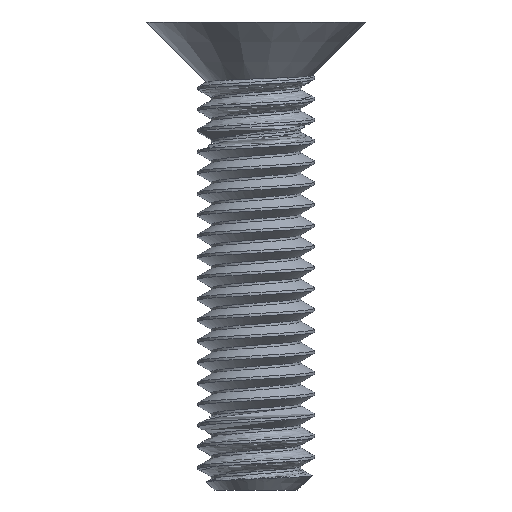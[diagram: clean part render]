
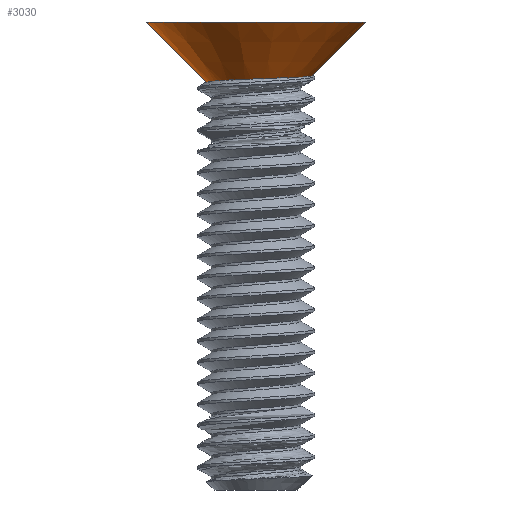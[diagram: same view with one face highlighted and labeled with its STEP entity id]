
A CAD part, left-side view. The second image highlights one B-rep face of the part: STEP entity #3030.
In plain terms, the highlighted conical face has half-angle 45 degrees and reference radius 1.25 mm.
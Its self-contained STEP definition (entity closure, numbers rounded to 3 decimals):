
#87 = AXIS2_PLACEMENT_3D ( 'NONE', #158, #840, #855 ) ;
#120 = LINE ( 'NONE', #4557, #3104 ) ;
#158 = CARTESIAN_POINT ( 'NONE',  ( 0., 0., 0.4 ) ) ;
#277 = CARTESIAN_POINT ( 'NONE',  ( -1.135, -0.206, 0.294 ) ) ;
#368 = AXIS2_PLACEMENT_3D ( 'NONE', #1866, #1427, #4077 ) ;
#620 = CARTESIAN_POINT ( 'NONE',  ( -0.299, 1.044, 0.226 ) ) ;
#679 = CARTESIAN_POINT ( 'NONE',  ( -0.703, 0.853, 0.246 ) ) ;
#840 = DIRECTION ( 'NONE',  ( 0., 0., 1. ) ) ;
#855 = DIRECTION ( 'NONE',  ( 0., -1., 0. ) ) ;
#968 = EDGE_CURVE ( 'NONE', #1760, #2762, #3101, .T. ) ;
#987 = VERTEX_POINT ( 'NONE', #1361 ) ;
#1113 = ORIENTED_EDGE ( 'NONE', *, *, #968, .T. ) ;
#1239 = ORIENTED_EDGE ( 'NONE', *, *, #2484, .T. ) ;
#1343 = CARTESIAN_POINT ( 'NONE',  ( -1.137, 0.093, 0.281 ) ) ;
#1361 = CARTESIAN_POINT ( 'NONE',  ( 0., -2.35, 1.5 ) ) ;
#1375 = CARTESIAN_POINT ( 'NONE',  ( -0.902, -0.753, 0.316 ) ) ;
#1385 = VECTOR ( 'NONE', #2946, 1000. ) ;
#1402 = EDGE_CURVE ( 'NONE', #1760, #4647, #120, .T. ) ;
#1427 = DIRECTION ( 'NONE',  ( 0., 0., 1. ) ) ;
#1554 = CONICAL_SURFACE ( 'NONE', #87, 1.25, 0.785 ) ;
#1690 = ORIENTED_EDGE ( 'NONE', *, *, #1402, .F. ) ;
#1711 = EDGE_CURVE ( 'NONE', #4647, #987, #2512, .T. ) ;
#1760 = VERTEX_POINT ( 'NONE', #4847 ) ;
#1766 = CARTESIAN_POINT ( 'NONE',  ( -0.997, 0.517, 0.263 ) ) ;
#1794 = CARTESIAN_POINT ( 'NONE',  ( 0., -1.25, 0.4 ) ) ;
#1866 = CARTESIAN_POINT ( 'NONE',  ( 0., 0., 1.5 ) ) ;
#2469 = CARTESIAN_POINT ( 'NONE',  ( -0.15, 1.07, 0.22 ) ) ;
#2484 = EDGE_CURVE ( 'NONE', #2762, #987, #2568, .T. ) ;
#2512 = CIRCLE ( 'NONE', #368, 2.35 ) ;
#2517 = CARTESIAN_POINT ( 'NONE',  ( 0., -1.206, 0.356 ) ) ;
#2568 = LINE ( 'NONE', #1794, #1385 ) ;
#2762 = VERTEX_POINT ( 'NONE', #4804 ) ;
#2946 = DIRECTION ( 'NONE',  ( 0., -0.707, 0.707 ) ) ;
#3030 = ADVANCED_FACE ( 'NONE', ( #4150 ), #1554, .T. ) ;
#3101 = B_SPLINE_CURVE_WITH_KNOTS ( 'NONE', 3,
 ( #3650, #2469, #620, #4378, #679, #4363, #1766, #4748, #1343, #277, #3978, #3253, #1375, #3635, #4012, #4391, #4766, #2517 ),
 .UNSPECIFIED., .F., .F.,
 ( 4, 2, 2, 2, 2, 2, 2, 2, 4 ),
 ( 0.002, 0.003, 0.003, 0.004, 0.004, 0.005, 0.005, 0.005, 0.006 ),
 .UNSPECIFIED. ) ;
#3104 = VECTOR ( 'NONE', #3815, 1000. ) ;
#3253 = CARTESIAN_POINT ( 'NONE',  ( -0.988, -0.628, 0.311 ) ) ;
#3426 = CARTESIAN_POINT ( 'NONE',  ( 0., 2.35, 1.5 ) ) ;
#3635 = CARTESIAN_POINT ( 'NONE',  ( -0.693, -0.964, 0.328 ) ) ;
#3650 = CARTESIAN_POINT ( 'NONE',  ( 0., 1.064, 0.214 ) ) ;
#3700 = ORIENTED_EDGE ( 'NONE', *, *, #1711, .F. ) ;
#3815 = DIRECTION ( 'NONE',  ( 0., 0.707, 0.707 ) ) ;
#3978 = CARTESIAN_POINT ( 'NONE',  ( -1.104, -0.353, 0.3 ) ) ;
#4012 = CARTESIAN_POINT ( 'NONE',  ( -0.568, -1.049, 0.334 ) ) ;
#4077 = DIRECTION ( 'NONE',  ( 0., -1., 0. ) ) ;
#4150 = FACE_OUTER_BOUND ( 'NONE', #4858, .T. ) ;
#4363 = CARTESIAN_POINT ( 'NONE',  ( -0.913, 0.644, 0.258 ) ) ;
#4378 = CARTESIAN_POINT ( 'NONE',  ( -0.575, 0.936, 0.239 ) ) ;
#4391 = CARTESIAN_POINT ( 'NONE',  ( -0.296, -1.168, 0.346 ) ) ;
#4557 = CARTESIAN_POINT ( 'NONE',  ( 0., 1.25, 0.4 ) ) ;
#4647 = VERTEX_POINT ( 'NONE', #3426 ) ;
#4748 = CARTESIAN_POINT ( 'NONE',  ( -1.109, 0.241, 0.275 ) ) ;
#4766 = CARTESIAN_POINT ( 'NONE',  ( -0.148, -1.201, 0.351 ) ) ;
#4804 = CARTESIAN_POINT ( 'NONE',  ( 0., -1.206, 0.356 ) ) ;
#4847 = CARTESIAN_POINT ( 'NONE',  ( 0., 1.064, 0.214 ) ) ;
#4858 = EDGE_LOOP ( 'NONE', ( #1690, #1113, #1239, #3700 ) ) ;
